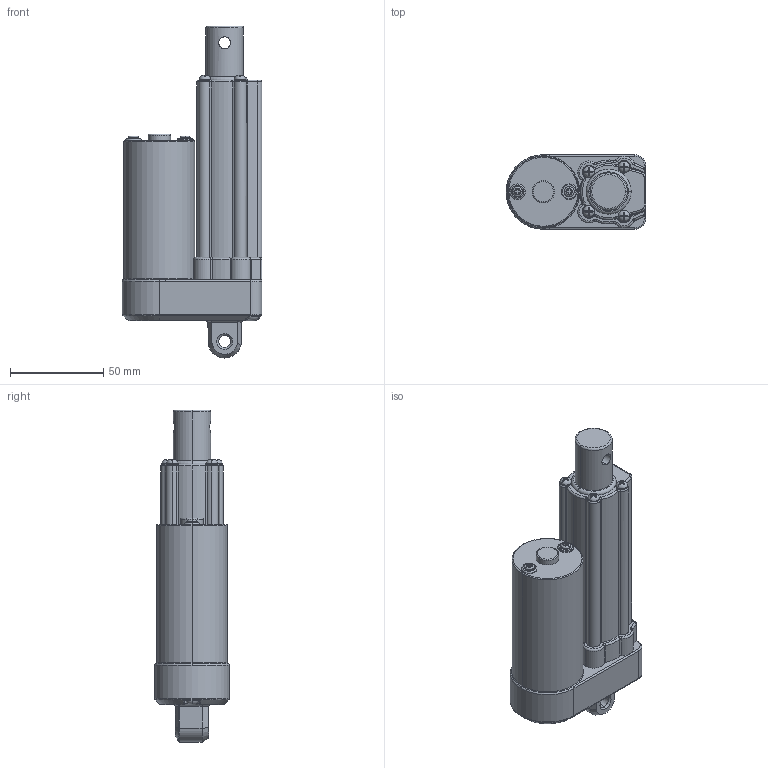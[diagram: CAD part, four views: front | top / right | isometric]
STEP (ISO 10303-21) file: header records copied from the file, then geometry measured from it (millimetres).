
FILE_DESCRIPTION (( 'STEP AP203' ), '1' );
FILE_NAME ('3D-90«×MODEl-TA2.STEP', '2009-02-02T02:51:45', ( 'gh' ), ( 'ty' ), 'SwSTEP 2.0', 'SolidWorks 2005204', '' );
FILE_SCHEMA (( 'CONFIG_CONTROL_DESIGN' ));
Products named in the file (1): 3D-90«×MODEl-TA2
Bounding box: 75 x 40 x 177.9 mm (x, y, z)
Volume: 196476.3 mm3; surface area: 69670.6 mm2
Topology: 2 solids, 13 shells, 742 faces, 1905 edges, 1204 vertices
Faces by surface type: cylinder 313, plane 258, torus 92, cone 45, bspline 30, sphere 4
Entity records: 33341 total; most frequent: CARTESIAN_POINT 15640, ORIENTED_EDGE 3802, DIRECTION 3706, EDGE_CURVE 1901, AXIS2_PLACEMENT_3D 1458, VERTEX_POINT 1204, VECTOR 790, LINE 790
